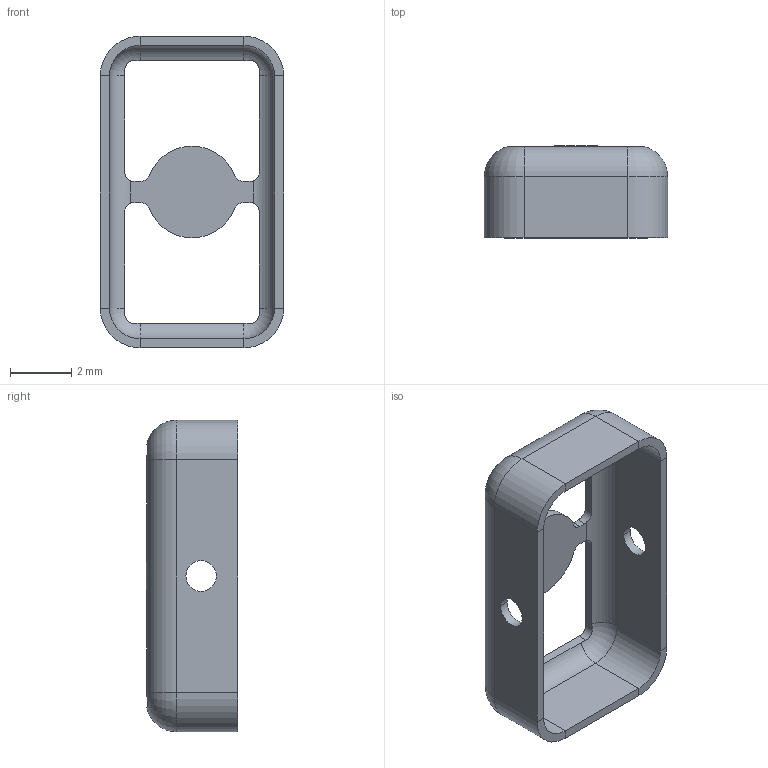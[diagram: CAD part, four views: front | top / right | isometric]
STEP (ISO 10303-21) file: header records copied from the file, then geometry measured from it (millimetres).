
FILE_DESCRIPTION (( 'STEP AP203' ), '1' );
FILE_NAME ('MS102-10F.step', '2020-10-06T06:53:19', ( '' ), ( '' ), 'SwSTEP 2.0', 'SolidWorks 2018', '' );
FILE_SCHEMA (( 'CONFIG_CONTROL_DESIGN' ));
Length unit declared in the file: millimetre
Products named in the file (1): MS102-10F
Bounding box: 6 x 3 x 10.2 mm (x, y, z)
Volume: 28.9 mm3; surface area: 214.2 mm2
Topology: 1 solids, 1 shells, 71 faces, 187 edges, 114 vertices
Faces by surface type: cylinder 35, plane 28, torus 8
Entity records: 2324 total; most frequent: CARTESIAN_POINT 501, ORIENTED_EDGE 374, DIRECTION 361, EDGE_CURVE 187, AXIS2_PLACEMENT_3D 134, VERTEX_POINT 114, VECTOR 93, LINE 93
